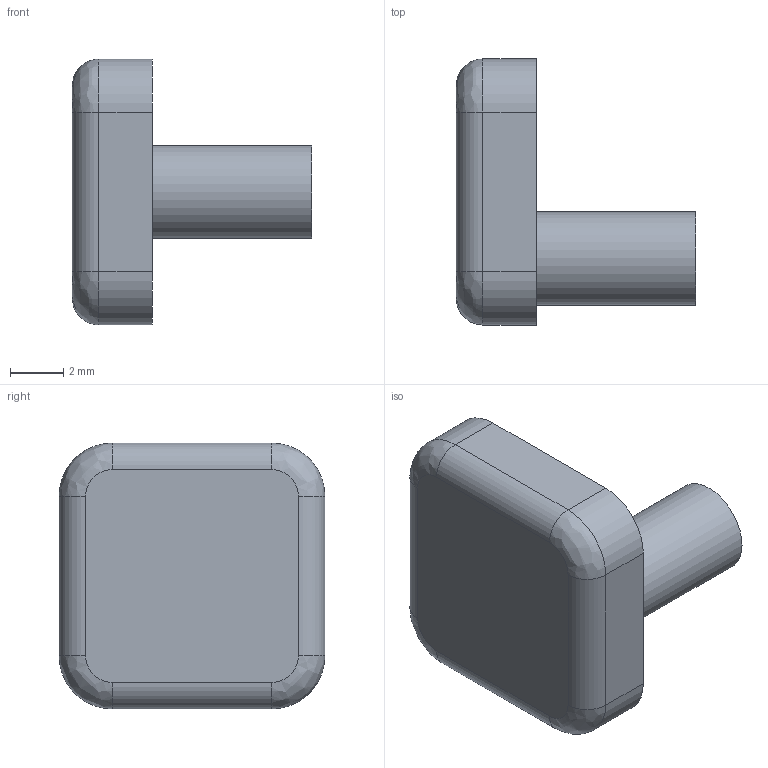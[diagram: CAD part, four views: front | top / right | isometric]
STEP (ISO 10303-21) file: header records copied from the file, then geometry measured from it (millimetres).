
FILE_DESCRIPTION(/* description */ (''),/* implementation_level */ '2;1');
FILE_NAME(/* name */ 'Mechanical Stopper Screw.stp',/* time_stamp */ '2025-08-07T18:20:54+02:00',/* author */ ('roone'),/* organization */ (''),/* preprocessor_version */ 'ST-DEVELOPER v20',/* originating_system */ 'Autodesk Inventor 2025',/* authorisation */ '');
FILE_SCHEMA (('AUTOMOTIVE_DESIGN { 1 0 10303 214 3 1 1 }'));
Length unit declared in the file: millimetre
Products named in the file (1): Mechanical Stopper Screw
Bounding box: 9 x 10 x 10 mm (x, y, z)
Volume: 339.9 mm3; surface area: 352.7 mm2
Topology: 1 solids, 1 shells, 20 faces, 43 edges, 26 vertices
Faces by surface type: cylinder 9, plane 7, bspline 4
Full cylindrical faces by diameter (mm): 3.5 x1
Entity records: 604 total; most frequent: CARTESIAN_POINT 122, DIRECTION 99, ORIENTED_EDGE 86, EDGE_CURVE 43, AXIS2_PLACEMENT_3D 39, VERTEX_POINT 26, CIRCLE 22, EDGE_LOOP 21
